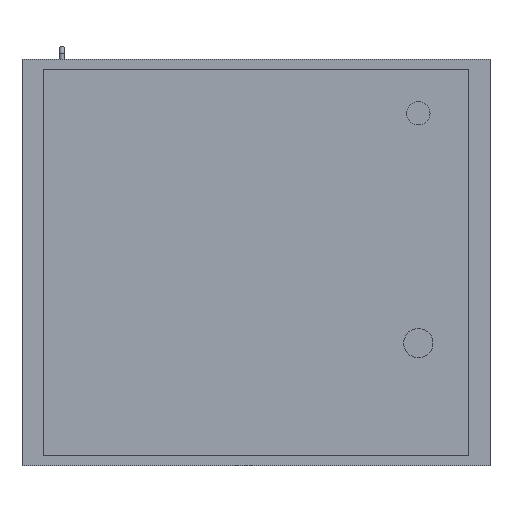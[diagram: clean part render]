
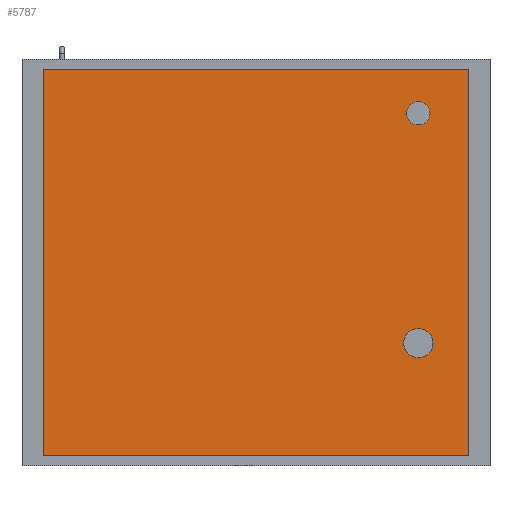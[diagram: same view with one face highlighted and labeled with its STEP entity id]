
A CAD part, front view. The second image highlights one B-rep face of the part: STEP entity #5787.
In plain terms, the highlighted planar face has unit normal (0, -1, 0).
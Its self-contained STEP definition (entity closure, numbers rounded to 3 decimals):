
#52=FACE_BOUND('',#619,.T.);
#53=FACE_BOUND('',#620,.T.);
#68=CIRCLE('',#6160,20.);
#70=CIRCLE('',#6164,25.);
#269=FACE_OUTER_BOUND('',#618,.T.);
#618=EDGE_LOOP('',(#3945,#3946,#3947,#3948));
#619=EDGE_LOOP('',(#3949));
#620=EDGE_LOOP('',(#3950));
#1012=LINE('',#8363,#1746);
#1014=LINE('',#8367,#1748);
#1016=LINE('',#8371,#1750);
#1018=LINE('',#8374,#1752);
#1746=VECTOR('',#6730,10.);
#1748=VECTOR('',#6734,10.);
#1750=VECTOR('',#6738,10.);
#1752=VECTOR('',#6742,10.);
#2422=VERTEX_POINT('',#8241);
#2424=VERTEX_POINT('',#8248);
#2461=VERTEX_POINT('',#8360);
#2462=VERTEX_POINT('',#8362);
#2463=VERTEX_POINT('',#8366);
#2464=VERTEX_POINT('',#8370);
#2979=EDGE_CURVE('',#2422,#2422,#68,.T.);
#2982=EDGE_CURVE('',#2424,#2424,#70,.T.);
#3036=EDGE_CURVE('',#2462,#2461,#1012,.T.);
#3038=EDGE_CURVE('',#2463,#2462,#1014,.T.);
#3040=EDGE_CURVE('',#2464,#2463,#1016,.T.);
#3042=EDGE_CURVE('',#2461,#2464,#1018,.T.);
#3945=ORIENTED_EDGE('',*,*,#3042,.T.);
#3946=ORIENTED_EDGE('',*,*,#3040,.T.);
#3947=ORIENTED_EDGE('',*,*,#3038,.T.);
#3948=ORIENTED_EDGE('',*,*,#3036,.T.);
#3949=ORIENTED_EDGE('',*,*,#2979,.T.);
#3950=ORIENTED_EDGE('',*,*,#2982,.T.);
#5486=PLANE('',#6189);
#5787=ADVANCED_FACE('',(#269,#52,#53),#5486,.T.);
#6160=AXIS2_PLACEMENT_3D('',#8243,#6624,#6625);
#6164=AXIS2_PLACEMENT_3D('',#8250,#6633,#6634);
#6189=AXIS2_PLACEMENT_3D('',#8375,#6743,#6744);
#6624=DIRECTION('center_axis',(0.,1.,0.));
#6625=DIRECTION('ref_axis',(1.,0.,0.));
#6633=DIRECTION('center_axis',(0.,1.,0.));
#6634=DIRECTION('ref_axis',(1.,0.,0.));
#6730=DIRECTION('',(0.,0.,1.));
#6734=DIRECTION('',(1.,0.,0.));
#6738=DIRECTION('',(0.,0.,-1.));
#6742=DIRECTION('',(-1.,0.,0.));
#6743=DIRECTION('center_axis',(0.,-1.,0.));
#6744=DIRECTION('ref_axis',(0.,0.,-1.));
#8241=CARTESIAN_POINT('',(257.5,-370.,255.));
#8243=CARTESIAN_POINT('Origin',(277.5,-370.,255.));
#8248=CARTESIAN_POINT('',(252.5,-370.,-138.));
#8250=CARTESIAN_POINT('Origin',(277.5,-370.,-138.));
#8360=CARTESIAN_POINT('',(362.5,-370.,330.));
#8362=CARTESIAN_POINT('',(362.5,-370.,-330.));
#8363=CARTESIAN_POINT('',(362.5,-370.,330.));
#8366=CARTESIAN_POINT('',(-362.5,-370.,-330.));
#8367=CARTESIAN_POINT('',(362.5,-370.,-330.));
#8370=CARTESIAN_POINT('',(-362.5,-370.,330.));
#8371=CARTESIAN_POINT('',(-362.5,-370.,-330.));
#8374=CARTESIAN_POINT('',(-362.5,-370.,330.));
#8375=CARTESIAN_POINT('Origin',(0.,-370.,0.));
